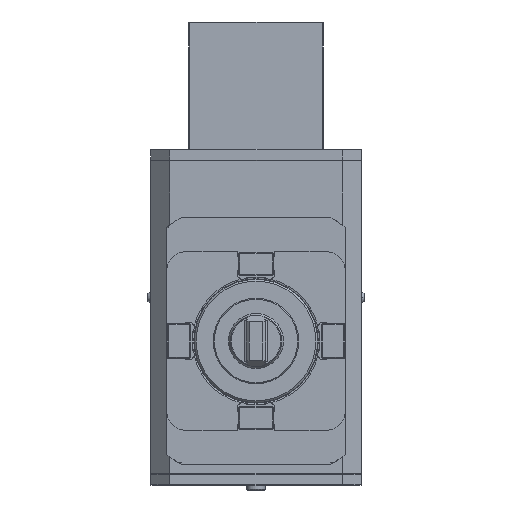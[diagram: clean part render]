
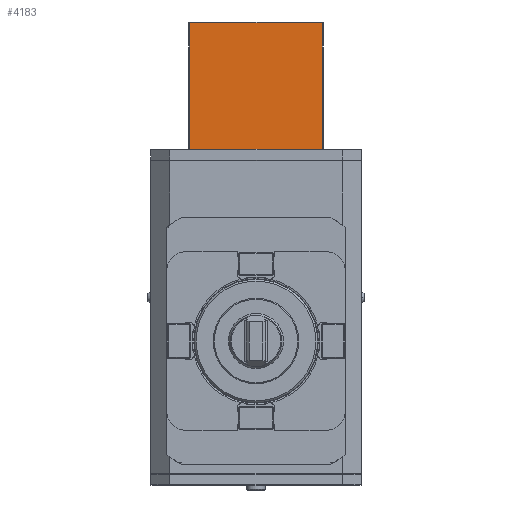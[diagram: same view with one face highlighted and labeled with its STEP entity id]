
A CAD part, front view. The second image highlights one B-rep face of the part: STEP entity #4183.
In plain terms, the highlighted planar face has unit normal (0, -1, 0).
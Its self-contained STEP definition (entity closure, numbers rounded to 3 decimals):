
#264 = AXIS2_PLACEMENT_3D ( 'NONE', #23907, #27099, #32601 ) ;
#436 = CARTESIAN_POINT ( 'NONE',  ( -35., 64., 167.5 ) ) ;
#2198 = EDGE_CURVE ( 'NONE', #16943, #11121, #31098, .T. ) ;
#3056 = ORIENTED_EDGE ( 'NONE', *, *, #32837, .T. ) ;
#3156 = VERTEX_POINT ( 'NONE', #436 ) ;
#4183 = ADVANCED_FACE ( 'Defeature completata1_415', ( #21585 ), #21271, .F. ) ;
#5337 = VERTEX_POINT ( 'NONE', #18933 ) ;
#6602 = CARTESIAN_POINT ( 'NONE',  ( 35., 64., 168. ) ) ;
#6815 = CARTESIAN_POINT ( 'NONE',  ( 35.5, 64., 101. ) ) ;
#6840 = EDGE_CURVE ( 'NONE', #16943, #5337, #16838, .T. ) ;
#11121 = VERTEX_POINT ( 'NONE', #20922 ) ;
#12741 = CARTESIAN_POINT ( 'NONE',  ( -35., 64., 168. ) ) ;
#12912 = LINE ( 'NONE', #12741, #15477 ) ;
#15477 = VECTOR ( 'NONE', #23899, 1000. ) ;
#16838 = LINE ( 'NONE', #6602, #32729 ) ;
#16943 = VERTEX_POINT ( 'NONE', #23164 ) ;
#17093 = VECTOR ( 'NONE', #17600, 1000. ) ;
#17600 = DIRECTION ( 'NONE',  ( -1., 0., 0. ) ) ;
#17740 = DIRECTION ( 'NONE',  ( -1., 0., 0. ) ) ;
#18933 = CARTESIAN_POINT ( 'NONE',  ( 35., 64., 167.5 ) ) ;
#20054 = LINE ( 'NONE', #33906, #21810 ) ;
#20922 = CARTESIAN_POINT ( 'NONE',  ( -35., 64., 101. ) ) ;
#21271 = PLANE ( 'NONE',  #264 ) ;
#21585 = FACE_OUTER_BOUND ( 'NONE', #33644, .T. ) ;
#21810 = VECTOR ( 'NONE', #17740, 1000. ) ;
#23164 = CARTESIAN_POINT ( 'NONE',  ( 35., 64., 101. ) ) ;
#23899 = DIRECTION ( 'NONE',  ( 0., 0., -1. ) ) ;
#23907 = CARTESIAN_POINT ( 'NONE',  ( 35.5, 64., 168. ) ) ;
#26510 = ORIENTED_EDGE ( 'NONE', *, *, #2198, .F. ) ;
#27099 = DIRECTION ( 'NONE',  ( 0., 1., 0. ) ) ;
#27703 = ORIENTED_EDGE ( 'NONE', *, *, #33379, .T. ) ;
#28205 = DIRECTION ( 'NONE',  ( 0., 0., 1. ) ) ;
#29943 = ORIENTED_EDGE ( 'NONE', *, *, #6840, .T. ) ;
#31098 = LINE ( 'NONE', #6815, #17093 ) ;
#32601 = DIRECTION ( 'NONE',  ( 1., 0., 0. ) ) ;
#32729 = VECTOR ( 'NONE', #28205, 1000. ) ;
#32837 = EDGE_CURVE ( 'NONE', #3156, #11121, #12912, .T. ) ;
#33379 = EDGE_CURVE ( 'NONE', #5337, #3156, #20054, .T. ) ;
#33644 = EDGE_LOOP ( 'NONE', ( #26510, #29943, #27703, #3056 ) ) ;
#33906 = CARTESIAN_POINT ( 'NONE',  ( 35.5, 64., 167.5 ) ) ;
